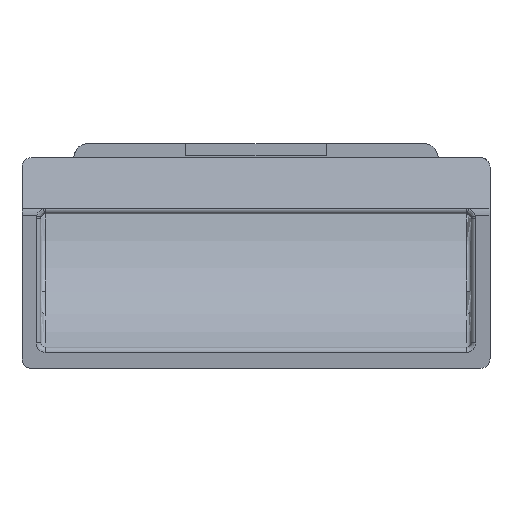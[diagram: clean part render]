
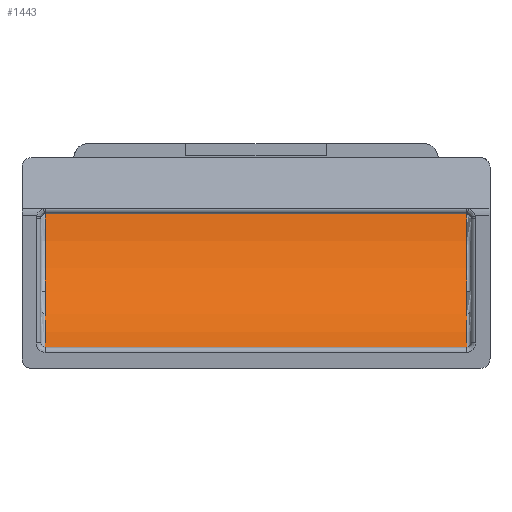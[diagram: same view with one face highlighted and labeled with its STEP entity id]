
A CAD part, front view. The second image highlights one B-rep face of the part: STEP entity #1443.
In plain terms, the highlighted cylindrical face has radius 36.177 mm (diameter 72.354 mm), a partial arc.
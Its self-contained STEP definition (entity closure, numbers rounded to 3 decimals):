
#20 = VERTEX_POINT ( 'NONE', #146 ) ;
#75 = EDGE_CURVE ( 'NONE', #3232, #450, #2947, .T. ) ;
#88 = EDGE_LOOP ( 'NONE', ( #2574, #640, #2858, #137 ) ) ;
#137 = ORIENTED_EDGE ( 'NONE', *, *, #2377, .T. ) ;
#146 = CARTESIAN_POINT ( 'NONE',  ( -45., 0.021, -18.739 ) ) ;
#246 = EDGE_CURVE ( 'NONE', #1761, #3232, #2406, .T. ) ;
#313 = CARTESIAN_POINT ( 'NONE',  ( 45., 19.567, 9.746 ) ) ;
#450 = VERTEX_POINT ( 'NONE', #4213 ) ;
#548 = DIRECTION ( 'NONE',  ( 1., 0., 0. ) ) ;
#630 = CYLINDRICAL_SURFACE ( 'NONE', #4282, 36.177 ) ;
#640 = ORIENTED_EDGE ( 'NONE', *, *, #75, .T. ) ;
#906 = DIRECTION ( 'NONE',  ( 0., 0., -1. ) ) ;
#953 = CARTESIAN_POINT ( 'NONE',  ( -954., 19.567, 9.746 ) ) ;
#1081 = CARTESIAN_POINT ( 'NONE',  ( 45., 0.021, -18.739 ) ) ;
#1126 = AXIS2_PLACEMENT_3D ( 'NONE', #1269, #3645, #1615 ) ;
#1194 = AXIS2_PLACEMENT_3D ( 'NONE', #3319, #3243, #2633 ) ;
#1269 = CARTESIAN_POINT ( 'NONE',  ( -45., -16.416, 13.488 ) ) ;
#1361 = CIRCLE ( 'NONE', #1126, 36.177 ) ;
#1443 = ADVANCED_FACE ( 'NONE', ( #2453 ), #630, .F. ) ;
#1575 = CARTESIAN_POINT ( 'NONE',  ( -954., -16.416, 13.488 ) ) ;
#1615 = DIRECTION ( 'NONE',  ( 0., 0., 1. ) ) ;
#1644 = DIRECTION ( 'NONE',  ( -1., 0., 0. ) ) ;
#1761 = VERTEX_POINT ( 'NONE', #1081 ) ;
#2042 = VECTOR ( 'NONE', #1644, 1000. ) ;
#2070 = DIRECTION ( 'NONE',  ( 1., 0., 0. ) ) ;
#2276 = VECTOR ( 'NONE', #2070, 1000. ) ;
#2377 = EDGE_CURVE ( 'NONE', #20, #1761, #4176, .T. ) ;
#2406 = CIRCLE ( 'NONE', #1194, 36.177 ) ;
#2453 = FACE_OUTER_BOUND ( 'NONE', #88, .T. ) ;
#2574 = ORIENTED_EDGE ( 'NONE', *, *, #246, .T. ) ;
#2633 = DIRECTION ( 'NONE',  ( 0., 0., 1. ) ) ;
#2858 = ORIENTED_EDGE ( 'NONE', *, *, #3476, .T. ) ;
#2947 = LINE ( 'NONE', #953, #2042 ) ;
#3232 = VERTEX_POINT ( 'NONE', #313 ) ;
#3243 = DIRECTION ( 'NONE',  ( 1., 0., 0. ) ) ;
#3319 = CARTESIAN_POINT ( 'NONE',  ( 45., -16.416, 13.488 ) ) ;
#3476 = EDGE_CURVE ( 'NONE', #450, #20, #1361, .T. ) ;
#3645 = DIRECTION ( 'NONE',  ( -1., 0., 0. ) ) ;
#4035 = CARTESIAN_POINT ( 'NONE',  ( -954., 0.021, -18.739 ) ) ;
#4176 = LINE ( 'NONE', #4035, #2276 ) ;
#4213 = CARTESIAN_POINT ( 'NONE',  ( -45., 19.567, 9.746 ) ) ;
#4282 = AXIS2_PLACEMENT_3D ( 'NONE', #1575, #548, #906 ) ;
